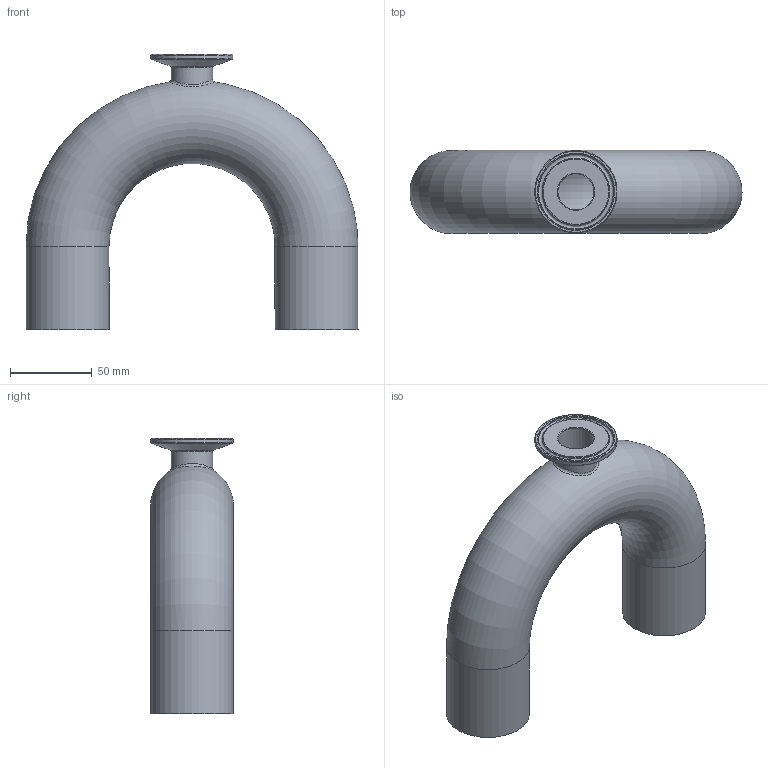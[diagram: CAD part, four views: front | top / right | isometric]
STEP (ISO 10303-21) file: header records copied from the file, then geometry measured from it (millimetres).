
FILE_DESCRIPTION(/* description */ (''),/* implementation_level */ '2;1');
FILE_NAME(/* name */ 'S2UBWWK-2X1.stp',/* time_stamp */ '2018-11-26T16:24:32-05:00',/* author */ ('rick'),/* organization */ (''),/* preprocessor_version */ 'ST-DEVELOPER v15.2',/* originating_system */ 'Autodesk Inventor 2014',/* authorisation */ '');
FILE_SCHEMA (('AUTOMOTIVE_DESIGN { 1 0 10303 214 3 1 1 }'));
Length unit declared in the file: inch
Products named in the file (1): S2UBWWK-2X1
Bounding box: 203.21 x 50.8 x 168.42 mm (x, y, z)
Volume: 96368.5 mm3; surface area: 112213.9 mm2
Topology: 1 solids, 1 shells, 419 faces, 1131 edges, 750 vertices
Faces by surface type: plane 181, bspline 181, cylinder 43, torus 11, cone 3
Full cylindrical faces by diameter (mm): 22.098 x1, 25.4 x2, 47.498 x2, 50.394 x1, 50.8 x2
Entity records: 16510 total; most frequent: CARTESIAN_POINT 7030, ORIENTED_EDGE 2196, DIRECTION 1470, EDGE_CURVE 1098, VERTEX_POINT 741, AXIS2_PLACEMENT_3D 496, EDGE_LOOP 483, LINE 478
